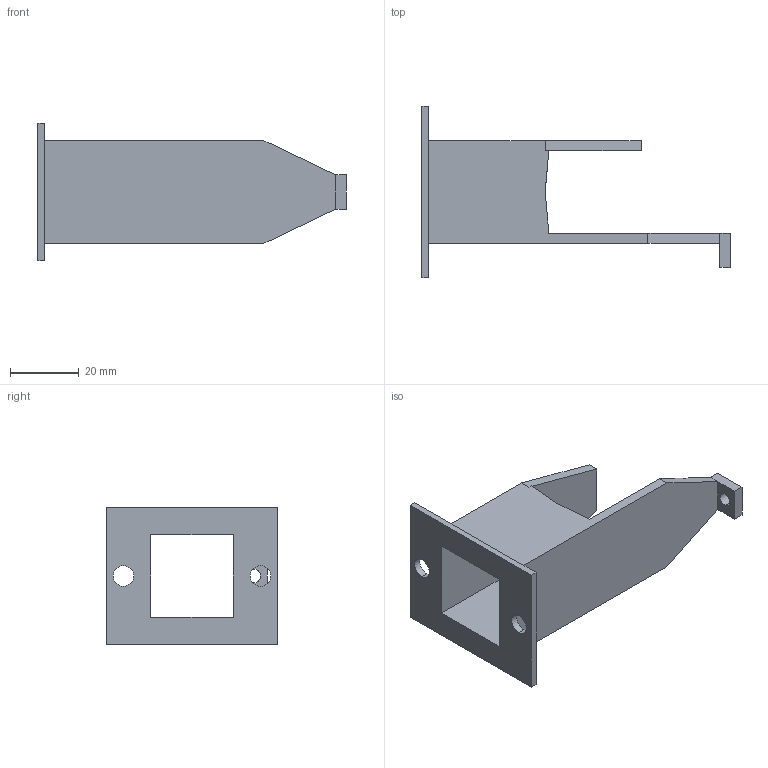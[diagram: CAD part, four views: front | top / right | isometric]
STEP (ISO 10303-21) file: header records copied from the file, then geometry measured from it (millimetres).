
FILE_DESCRIPTION((''),'2;1');
FILE_NAME('WALL_MOUNT','2020-01-15T23:16:46',('max'),(''),'CREO PARAMETRIC BY PTC INC, 2019224','CREO PARAMETRIC BY PTC INC, 2019224','');
FILE_SCHEMA(('CONFIG_CONTROL_DESIGN'));
Length unit declared in the file: millimetre
Products named in the file (1): WALL_MOUNT
Bounding box: 90 x 50 x 40 mm (x, y, z)
Volume: 19940.6 mm3; surface area: 15307.2 mm2
Topology: 1 solids, 1 shells, 36 faces, 98 edges, 64 vertices
Faces by surface type: plane 30, cylinder 6
Entity records: 1176 total; most frequent: CARTESIAN_POINT 198, ORIENTED_EDGE 196, DIRECTION 182, EDGE_CURVE 98, VECTOR 86, LINE 86, VERTEX_POINT 64, AXIS2_PLACEMENT_3D 48
